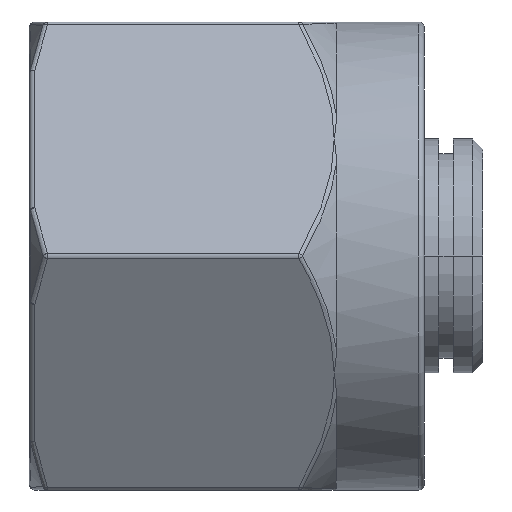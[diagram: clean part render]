
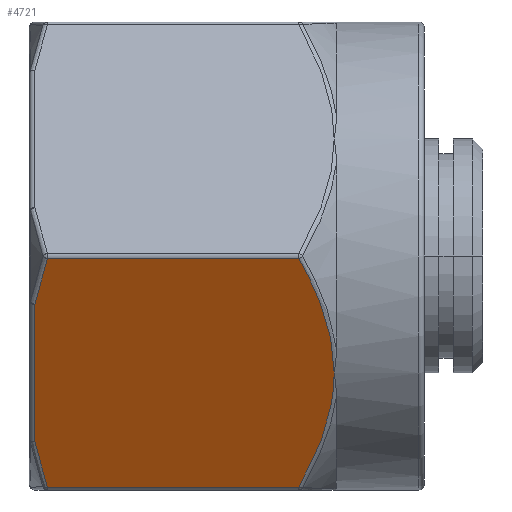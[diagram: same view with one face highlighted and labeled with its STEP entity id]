
A CAD part, front view. The second image highlights one B-rep face of the part: STEP entity #4721.
In plain terms, the highlighted planar face has unit normal (0, -0.866, -0.5).
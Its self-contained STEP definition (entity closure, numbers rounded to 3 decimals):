
#1793=CARTESIAN_POINT('',(-4.286,-4.673,
-7.906));
#1794=CARTESIAN_POINT('',(-4.205,-4.754,
-7.766));
#1795=CARTESIAN_POINT('',(-4.053,-4.913,
-7.49));
#1796=CARTESIAN_POINT('',(-3.846,-5.149,
-7.081));
#1797=CARTESIAN_POINT('',(-3.673,-5.37,
-6.699));
#1798=CARTESIAN_POINT('',(-3.528,-5.578,-6.338));
#1799=CARTESIAN_POINT('',(-3.4,-5.788,
-5.975));
#1800=CARTESIAN_POINT('',(-3.291,-6.001,
-5.605));
#1801=CARTESIAN_POINT('',(-3.21,-6.198,
-5.264));
#1802=CARTESIAN_POINT('',(-3.154,-6.374,
-4.96));
#1803=CARTESIAN_POINT('',(-3.117,-6.529,
-4.692));
#1804=CARTESIAN_POINT('',(-3.094,-6.668,
-4.452));
#1805=CARTESIAN_POINT('',(-3.081,-6.795,
-4.231));
#1806=CARTESIAN_POINT('',(-3.078,-6.884,
-4.077));
#1807=CARTESIAN_POINT('',(-3.078,-6.928,
-4.));
#1809=DIRECTION('',(-1.,0.,0.));
#1810=VECTOR('',#1809,8.592);
#1811=CARTESIAN_POINT('',(-4.286,-4.673,
-7.906));
#1812=LINE('',#1811,#1810);
#1813=CARTESIAN_POINT('',(-13.313,-5.572,
-6.349));
#1814=CARTESIAN_POINT('',(-13.286,-5.502,
-6.47));
#1815=CARTESIAN_POINT('',(-13.228,-5.358,
-6.72));
#1816=CARTESIAN_POINT('',(-13.12,-5.123,
-7.127));
#1817=CARTESIAN_POINT('',(-13.,-4.888,
-7.534));
#1818=CARTESIAN_POINT('',(-12.919,-4.743,
-7.785));
#1819=CARTESIAN_POINT('',(-12.879,-4.673,
-7.906));
#1821=DIRECTION('',(0.,-0.5,0.866));
#1822=VECTOR('',#1821,5.424);
#1823=CARTESIAN_POINT('',(-13.313,-5.572,
-6.349));
#1824=LINE('',#1823,#1822);
#1825=CARTESIAN_POINT('',(-12.879,-9.183,
-0.094));
#1826=CARTESIAN_POINT('',(-12.918,-9.116,
-0.211));
#1827=CARTESIAN_POINT('',(-12.989,-8.987,
-0.433));
#1828=CARTESIAN_POINT('',(-13.078,-8.816,
-0.73));
#1829=CARTESIAN_POINT('',(-13.153,-8.661,
-0.998));
#1830=CARTESIAN_POINT('',(-13.216,-8.522,
-1.24));
#1831=CARTESIAN_POINT('',(-13.269,-8.397,
-1.456));
#1832=CARTESIAN_POINT('',(-13.299,-8.32,
-1.589));
#1833=CARTESIAN_POINT('',(-13.312,-8.284,
-1.652));
#1835=DIRECTION('',(-1.,0.,0.));
#1836=VECTOR('',#1835,8.592);
#1837=CARTESIAN_POINT('',(-4.286,-9.183,
-0.094));
#1838=LINE('',#1837,#1836);
#1839=CARTESIAN_POINT('',(-3.078,-6.928,
-4.));
#1840=CARTESIAN_POINT('',(-3.078,-7.002,
-3.873));
#1841=CARTESIAN_POINT('',(-3.086,-7.158,
-3.603));
#1842=CARTESIAN_POINT('',(-3.133,-7.422,
-3.145));
#1843=CARTESIAN_POINT('',(-3.226,-7.71,
-2.647));
#1844=CARTESIAN_POINT('',(-3.357,-7.992,
-2.157));
#1845=CARTESIAN_POINT('',(-3.509,-8.251,
-1.709));
#1846=CARTESIAN_POINT('',(-3.668,-8.479,
-1.314));
#1847=CARTESIAN_POINT('',(-3.825,-8.68,
-0.967));
#1848=CARTESIAN_POINT('',(-3.979,-8.86,
-0.654));
#1849=CARTESIAN_POINT('',(-4.129,-9.023,
-0.372));
#1850=CARTESIAN_POINT('',(-4.233,-9.131,
-0.185));
#1851=CARTESIAN_POINT('',(-4.286,-9.183,
-0.094));
#2645=VERTEX_POINT('',#1793);
#2646=VERTEX_POINT('',#1807);
#2720=CARTESIAN_POINT('',(-12.879,-4.673,
-7.906));
#2721=VERTEX_POINT('',#2720);
#2724=VERTEX_POINT('',#1813);
#2730=CARTESIAN_POINT('',(-13.312,-8.284,
-1.652));
#2731=VERTEX_POINT('',#2730);
#2735=VERTEX_POINT('',#1851);
#2739=CARTESIAN_POINT('',(-12.879,-9.183,
-0.094));
#2740=VERTEX_POINT('',#2739);
#4702=CARTESIAN_POINT('',(0.,-9.238,0.));
#4703=DIRECTION('',(0.,-0.866,-0.5));
#4704=DIRECTION('',(0.,0.5,-0.866));
#4705=AXIS2_PLACEMENT_3D('',#4702,#4703,#4704);
#4706=PLANE('',#4705);
#4707=ORIENTED_EDGE('',*,*,#4528,.F.);
#4709=ORIENTED_EDGE('',*,*,#4708,.T.);
#4711=ORIENTED_EDGE('',*,*,#4710,.F.);
#4713=ORIENTED_EDGE('',*,*,#4712,.T.);
#4715=ORIENTED_EDGE('',*,*,#4714,.F.);
#4717=ORIENTED_EDGE('',*,*,#4716,.F.);
#4718=ORIENTED_EDGE('',*,*,#4692,.F.);
#4719=EDGE_LOOP('',(#4707,#4709,#4711,#4713,#4715,#4717,#4718));
#4720=FACE_OUTER_BOUND('',#4719,.F.);
#1808=B_SPLINE_CURVE_WITH_KNOTS('',3,(#1793,#1794,#1795,#1796,#1797,#1798,#1799,
#1800,#1801,#1802,#1803,#1804,#1805,#1806,#1807),.UNSPECIFIED.,.F.,.F.,(4,1,1,1,
1,1,1,1,1,1,1,1,4),(0.,0.083,0.167,0.25,
0.333,0.417,0.5,0.583,0.667,
0.75,0.833,0.917,1.),.UNSPECIFIED.);
#1820=B_SPLINE_CURVE_WITH_KNOTS('',3,(#1813,#1814,#1815,#1816,#1817,#1818,
#1819),.UNSPECIFIED.,.F.,.F.,(4,1,1,1,4),(0.,0.25,0.5,0.75,1.),
.UNSPECIFIED.);
#1834=B_SPLINE_CURVE_WITH_KNOTS('',3,(#1825,#1826,#1827,#1828,#1829,#1830,#1831,
#1832,#1833),.UNSPECIFIED.,.F.,.F.,(4,1,1,1,1,1,4),(0.,0.167,
0.333,0.5,0.667,0.833,1.),
.UNSPECIFIED.);
#1852=B_SPLINE_CURVE_WITH_KNOTS('',3,(#1839,#1840,#1841,#1842,#1843,#1844,#1845,
#1846,#1847,#1848,#1849,#1850,#1851),.UNSPECIFIED.,.F.,.F.,(4,1,1,1,1,1,1,1,1,1,
4),(0.,0.1,0.2,0.3,0.4,0.5,0.6,0.7,0.8,0.9,1.),
.UNSPECIFIED.);
#4528=EDGE_CURVE('',#2645,#2646,#1808,.T.);
#4692=EDGE_CURVE('',#2646,#2735,#1852,.T.);
#4708=EDGE_CURVE('',#2645,#2721,#1812,.T.);
#4710=EDGE_CURVE('',#2724,#2721,#1820,.T.);
#4712=EDGE_CURVE('',#2724,#2731,#1824,.T.);
#4714=EDGE_CURVE('',#2740,#2731,#1834,.T.);
#4716=EDGE_CURVE('',#2735,#2740,#1838,.T.);
#4721=ADVANCED_FACE('',(#4720),#4706,.T.);
